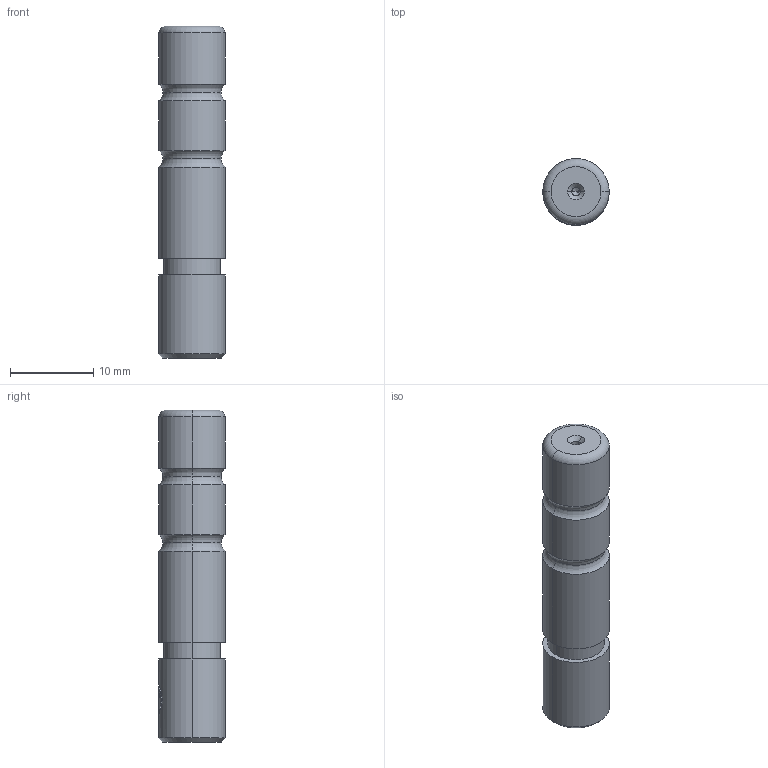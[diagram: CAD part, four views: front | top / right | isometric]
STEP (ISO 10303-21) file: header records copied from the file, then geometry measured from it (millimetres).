
FILE_DESCRIPTION (( 'STEP AP214' ), '1' );
FILE_NAME ('SGON-D8-40.step', '2021-07-29T03:51:54', ( 'User' ), ( 'china' ), 'SwSTEP 2.0', 'SolidWorks 2016', '' );
FILE_SCHEMA (( 'AUTOMOTIVE_DESIGN' ));
Length unit declared in the file: millimetre
Products named in the file (1): SGON-D8-40
Bounding box: 8.02 x 8.02 x 40 mm (x, y, z)
Volume: 1735.3 mm3; surface area: 1303.9 mm2
Topology: 1 solids, 1 shells, 58 faces, 132 edges, 78 vertices
Faces by surface type: cylinder 26, plane 12, torus 10, cone 10
Entity records: 1816 total; most frequent: CARTESIAN_POINT 487, DIRECTION 276, ORIENTED_EDGE 256, EDGE_CURVE 128, AXIS2_PLACEMENT_3D 113, VERTEX_POINT 78, EDGE_LOOP 64, ADVANCED_FACE 58
